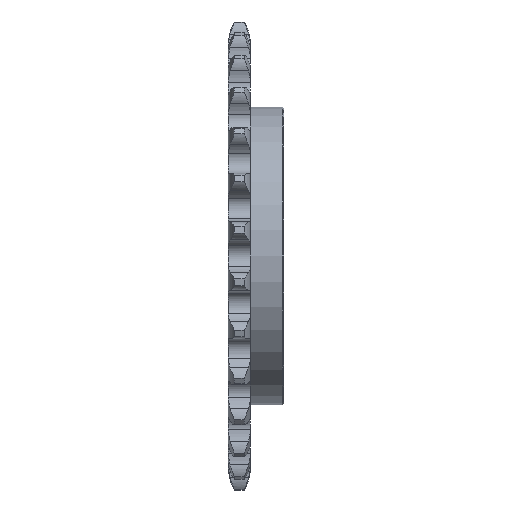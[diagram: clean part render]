
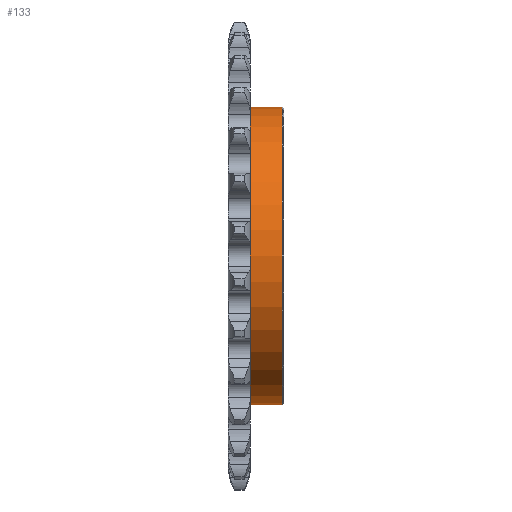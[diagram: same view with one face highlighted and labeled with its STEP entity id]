
A CAD part, front view. The second image highlights one B-rep face of the part: STEP entity #133.
In plain terms, the highlighted cylindrical face has radius 28.575 mm (diameter 57.15 mm), a partial arc.
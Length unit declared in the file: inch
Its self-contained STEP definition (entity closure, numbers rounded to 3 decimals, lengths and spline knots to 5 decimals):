
#92=CARTESIAN_POINT('',(0.08419,0.0,0.0));
#93=DIRECTION('',(1.0,0.,0.0));
#94=DIRECTION('',(0.0,0.0,1.0));
#95=AXIS2_PLACEMENT_3D('',#92,#93,#94);
#96=CYLINDRICAL_SURFACE('',#95,1.125);
#97=CARTESIAN_POINT('',(0.08419,0.,1.125));
#98=VERTEX_POINT('',#97);
#99=CARTESIAN_POINT('',(0.32581,0.,1.125));
#100=VERTEX_POINT('',#99);
#101=CARTESIAN_POINT('',(0.08419,0.,1.125));
#102=DIRECTION('',(1.0,0.0,0.0));
#103=VECTOR('',#102,0.24163);
#104=LINE('',#101,#103);
#105=EDGE_CURVE('',#98,#100,#104,.T.);
#106=ORIENTED_EDGE('',*,*,#105,.F.);
#107=CARTESIAN_POINT('',(0.08419,0.,-1.125));
#108=VERTEX_POINT('',#107);
#109=CARTESIAN_POINT('',(0.08419,0.,0.0));
#110=DIRECTION('',(-1.0,0.0,0.0));
#111=DIRECTION('',(0.0,0.0,1.0));
#112=AXIS2_PLACEMENT_3D('',#109,#110,#111);
#113=CIRCLE('',#112,1.125);
#114=EDGE_CURVE('',#108,#98,#113,.T.);
#115=ORIENTED_EDGE('',*,*,#114,.F.);
#116=CARTESIAN_POINT('',(0.32581,0.,-1.125));
#117=VERTEX_POINT('',#116);
#118=CARTESIAN_POINT('',(0.32581,0.,-1.125));
#119=DIRECTION('',(-1.0,0.0,0.0));
#120=VECTOR('',#119,0.24163);
#121=LINE('',#118,#120);
#122=EDGE_CURVE('',#117,#108,#121,.T.);
#123=ORIENTED_EDGE('',*,*,#122,.F.);
#124=CARTESIAN_POINT('',(0.32581,0.,0.0));
#125=DIRECTION('',(1.0,0.0,0.0));
#126=DIRECTION('',(0.0,0.0,1.0));
#127=AXIS2_PLACEMENT_3D('',#124,#125,#126);
#128=CIRCLE('',#127,1.125);
#129=EDGE_CURVE('',#100,#117,#128,.T.);
#130=ORIENTED_EDGE('',*,*,#129,.F.);
#131=EDGE_LOOP('',(#106,#115,#123,#130));
#132=FACE_OUTER_BOUND('',#131,.T.);
#133=ADVANCED_FACE('',(#132),#96,.T.);
